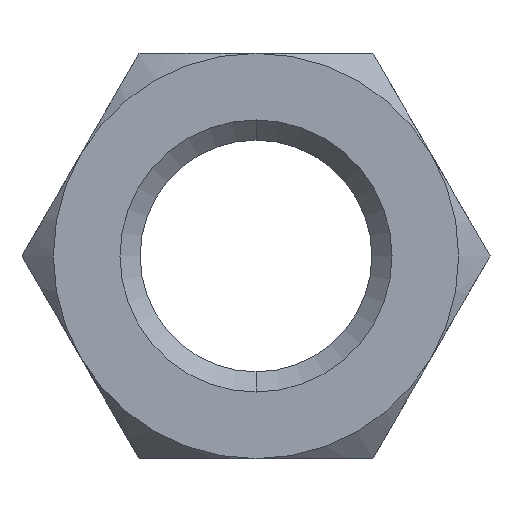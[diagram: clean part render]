
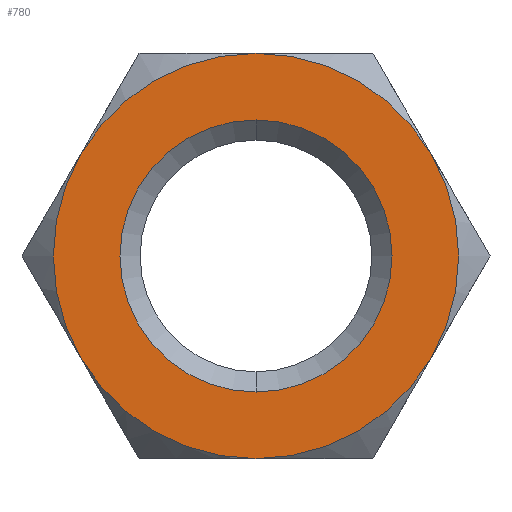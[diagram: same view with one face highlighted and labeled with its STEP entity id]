
A CAD part, front view. The second image highlights one B-rep face of the part: STEP entity #780.
In plain terms, the highlighted planar face has unit normal (0, -1, 0).
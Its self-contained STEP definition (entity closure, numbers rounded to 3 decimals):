
#8 = VERTEX_POINT ( 'NONE', #574 ) ;
#21 = AXIS2_PLACEMENT_3D ( 'NONE', #339, #398, #277 ) ;
#22 = CARTESIAN_POINT ( 'NONE',  ( 3.031, 0., 1.75 ) ) ;
#29 = CARTESIAN_POINT ( 'NONE',  ( 0., 0., 3.5 ) ) ;
#32 = DIRECTION ( 'NONE',  ( 0., 0., -1. ) ) ;
#38 = ORIENTED_EDGE ( 'NONE', *, *, #107, .T. ) ;
#53 = EDGE_CURVE ( 'NONE', #122, #609, #616, .T. ) ;
#78 = DIRECTION ( 'NONE',  ( 0., -1., 0. ) ) ;
#81 = DIRECTION ( 'NONE',  ( 0., 0., -1. ) ) ;
#92 = DIRECTION ( 'NONE',  ( 0., -1., 0. ) ) ;
#96 = VERTEX_POINT ( 'NONE', #251 ) ;
#107 = EDGE_CURVE ( 'NONE', #307, #443, #270, .T. ) ;
#113 = DIRECTION ( 'NONE',  ( 0., 0., -1. ) ) ;
#114 = CARTESIAN_POINT ( 'NONE',  ( 3.031, 0., -1.75 ) ) ;
#116 = AXIS2_PLACEMENT_3D ( 'NONE', #538, #737, #81 ) ;
#122 = VERTEX_POINT ( 'NONE', #705 ) ;
#136 = DIRECTION ( 'NONE',  ( 0., 0., -1. ) ) ;
#151 = AXIS2_PLACEMENT_3D ( 'NONE', #153, #601, #529 ) ;
#153 = CARTESIAN_POINT ( 'NONE',  ( 0., 0., 0. ) ) ;
#157 = FACE_OUTER_BOUND ( 'NONE', #660, .T. ) ;
#180 = DIRECTION ( 'NONE',  ( 0., 1., 0. ) ) ;
#181 = DIRECTION ( 'NONE',  ( 0., 1., 0. ) ) ;
#186 = ORIENTED_EDGE ( 'NONE', *, *, #53, .T. ) ;
#199 = ORIENTED_EDGE ( 'NONE', *, *, #731, .T. ) ;
#221 = ORIENTED_EDGE ( 'NONE', *, *, #275, .T. ) ;
#236 = CIRCLE ( 'NONE', #479, 3.5 ) ;
#251 = CARTESIAN_POINT ( 'NONE',  ( -3.031, 0., -1.75 ) ) ;
#270 = CIRCLE ( 'NONE', #427, 2.35 ) ;
#275 = EDGE_CURVE ( 'NONE', #96, #122, #352, .T. ) ;
#277 = DIRECTION ( 'NONE',  ( 0., 0., 1. ) ) ;
#279 = CIRCLE ( 'NONE', #740, 3.5 ) ;
#283 = AXIS2_PLACEMENT_3D ( 'NONE', #434, #436, #113 ) ;
#296 = CARTESIAN_POINT ( 'NONE',  ( 0., 0., 0. ) ) ;
#307 = VERTEX_POINT ( 'NONE', #474 ) ;
#314 = CARTESIAN_POINT ( 'NONE',  ( 0., 0., 0. ) ) ;
#335 = EDGE_CURVE ( 'NONE', #374, #8, #404, .T. ) ;
#339 = CARTESIAN_POINT ( 'NONE',  ( 0., 0., 0. ) ) ;
#352 = CIRCLE ( 'NONE', #151, 3.5 ) ;
#361 = CARTESIAN_POINT ( 'NONE',  ( 0., 0., 0. ) ) ;
#363 = AXIS2_PLACEMENT_3D ( 'NONE', #296, #543, #548 ) ;
#374 = VERTEX_POINT ( 'NONE', #29 ) ;
#384 = EDGE_CURVE ( 'NONE', #8, #96, #707, .T. ) ;
#397 = EDGE_CURVE ( 'NONE', #609, #842, #236, .T. ) ;
#398 = DIRECTION ( 'NONE',  ( 0., 1., 0. ) ) ;
#404 = CIRCLE ( 'NONE', #116, 3.5 ) ;
#406 = ORIENTED_EDGE ( 'NONE', *, *, #335, .T. ) ;
#412 = FACE_BOUND ( 'NONE', #826, .T. ) ;
#427 = AXIS2_PLACEMENT_3D ( 'NONE', #314, #181, #570 ) ;
#434 = CARTESIAN_POINT ( 'NONE',  ( 0., 0., 0. ) ) ;
#436 = DIRECTION ( 'NONE',  ( 0., -1., 0. ) ) ;
#443 = VERTEX_POINT ( 'NONE', #756 ) ;
#474 = CARTESIAN_POINT ( 'NONE',  ( 0., 0., 2.35 ) ) ;
#479 = AXIS2_PLACEMENT_3D ( 'NONE', #361, #92, #32 ) ;
#526 = CARTESIAN_POINT ( 'NONE',  ( 0., 0., 0. ) ) ;
#529 = DIRECTION ( 'NONE',  ( 0., 0., -1. ) ) ;
#538 = CARTESIAN_POINT ( 'NONE',  ( 0., 0., 0. ) ) ;
#539 = AXIS2_PLACEMENT_3D ( 'NONE', #563, #180, #635 ) ;
#543 = DIRECTION ( 'NONE',  ( 0., -1., 0. ) ) ;
#548 = DIRECTION ( 'NONE',  ( 0., 0., -1. ) ) ;
#563 = CARTESIAN_POINT ( 'NONE',  ( 0., 0., 0. ) ) ;
#569 = ORIENTED_EDGE ( 'NONE', *, *, #397, .T. ) ;
#570 = DIRECTION ( 'NONE',  ( 0., 0., 1. ) ) ;
#574 = CARTESIAN_POINT ( 'NONE',  ( -3.031, 0., 1.75 ) ) ;
#576 = EDGE_CURVE ( 'NONE', #443, #307, #678, .T. ) ;
#600 = PLANE ( 'NONE',  #21 ) ;
#601 = DIRECTION ( 'NONE',  ( 0., -1., 0. ) ) ;
#609 = VERTEX_POINT ( 'NONE', #114 ) ;
#616 = CIRCLE ( 'NONE', #283, 3.5 ) ;
#625 = ORIENTED_EDGE ( 'NONE', *, *, #576, .T. ) ;
#635 = DIRECTION ( 'NONE',  ( 0., 0., 1. ) ) ;
#636 = ORIENTED_EDGE ( 'NONE', *, *, #384, .T. ) ;
#660 = EDGE_LOOP ( 'NONE', ( #199, #406, #636, #221, #186, #569 ) ) ;
#678 = CIRCLE ( 'NONE', #539, 2.35 ) ;
#705 = CARTESIAN_POINT ( 'NONE',  ( 0., 0., -3.5 ) ) ;
#707 = CIRCLE ( 'NONE', #363, 3.5 ) ;
#731 = EDGE_CURVE ( 'NONE', #842, #374, #279, .T. ) ;
#737 = DIRECTION ( 'NONE',  ( 0., -1., 0. ) ) ;
#740 = AXIS2_PLACEMENT_3D ( 'NONE', #526, #78, #136 ) ;
#756 = CARTESIAN_POINT ( 'NONE',  ( 0., 0., -2.35 ) ) ;
#780 = ADVANCED_FACE ( 'NONE', ( #412, #157 ), #600, .F. ) ;
#826 = EDGE_LOOP ( 'NONE', ( #625, #38 ) ) ;
#842 = VERTEX_POINT ( 'NONE', #22 ) ;
